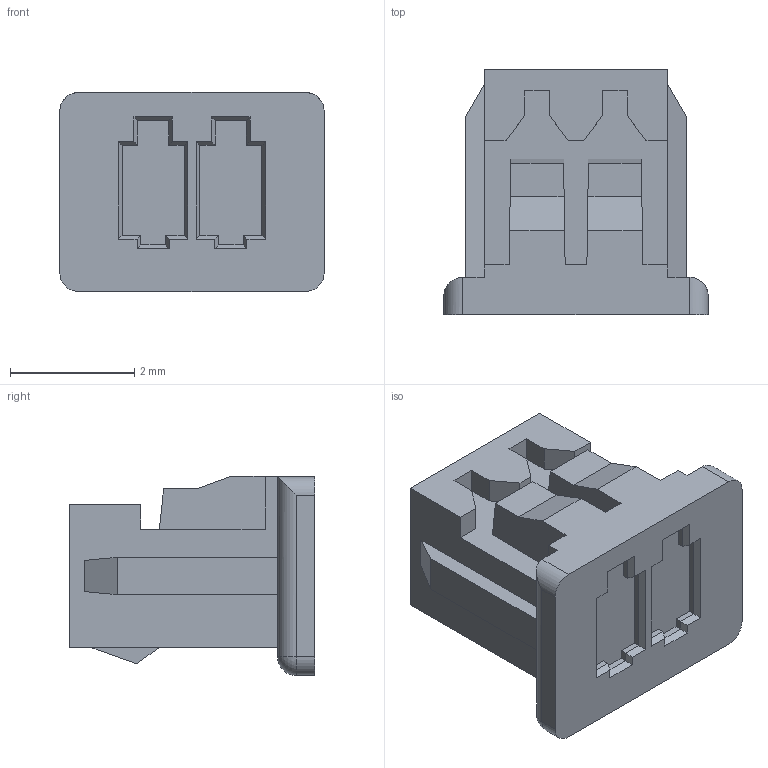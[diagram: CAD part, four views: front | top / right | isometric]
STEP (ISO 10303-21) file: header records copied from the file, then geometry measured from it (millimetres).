
FILE_DESCRIPTION(/* description */ (''),/* implementation_level */ '2;1');
FILE_NAME(/* name */ '510210200wbm000_01_214.stp',/* time_stamp */ '2021-11-10T14:17:22+06:00',/* author */ (''),/* organization */ (''),/* preprocessor_version */ 'ST-DEVELOPER v16.7',/* originating_system */ 'SIEMENS PLM Software NX 1919',/* authorisation */ '');
FILE_SCHEMA (('AUTOMOTIVE_DESIGN { 1 0 10303 214 3 1 1 1 }'));
Length unit declared in the file: millimetre
Products named in the file (1): 510210200wbm000_01
Bounding box: 4.25 x 3.95 x 3.2 mm (x, y, z)
Volume: 30.5 mm3; surface area: 82.3 mm2
Topology: 1 solids, 1 shells, 118 faces, 309 edges, 194 vertices
Faces by surface type: plane 109, cylinder 7, sphere 2
Entity records: 3531 total; most frequent: CARTESIAN_POINT 620, ORIENTED_EDGE 614, DIRECTION 557, EDGE_CURVE 307, LINE 295, VECTOR 295, VERTEX_POINT 194, AXIS2_PLACEMENT_3D 131
